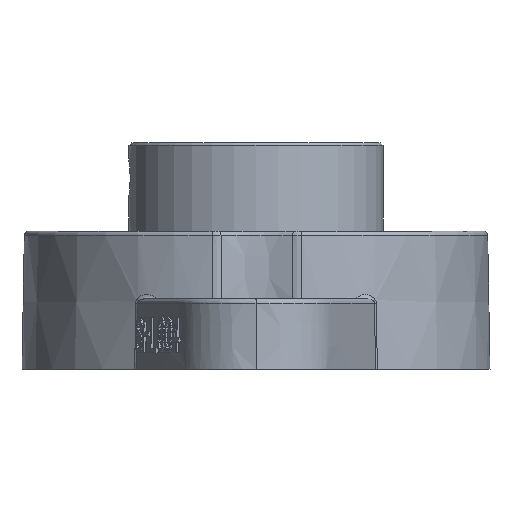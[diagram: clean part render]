
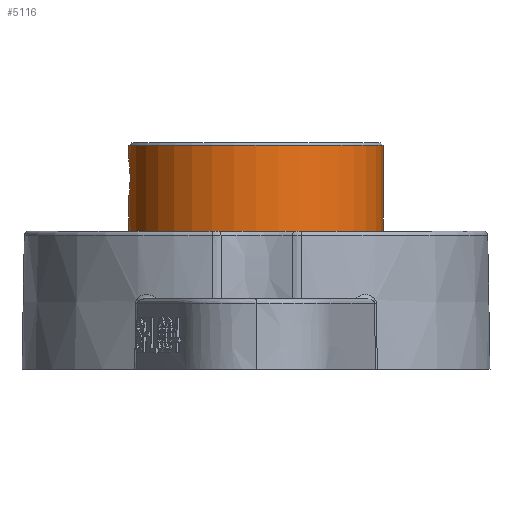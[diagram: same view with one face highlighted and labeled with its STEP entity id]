
A CAD part, left-side view. The second image highlights one B-rep face of the part: STEP entity #5116.
In plain terms, the highlighted cylindrical face has radius 14.85 mm (diameter 29.7 mm), a full revolution.
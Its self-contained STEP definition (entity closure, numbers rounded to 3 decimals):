
#1091=B_SPLINE_CURVE_WITH_KNOTS($,3,(#6981,#6982,#6983,#6984,#6985,#6986,
#6987,#6988,#6989,#6990),.UNSPECIFIED.,.F.,.F.,(4,2,2,2,4),(-0.973,
-0.892,-0.811,-0.73,-0.649),
 .UNSPECIFIED.);
#1092=B_SPLINE_CURVE_WITH_KNOTS($,3,(#6992,#6993,#6994,#6995,#6996,#6997,
#6998,#6999,#7000,#7001),.UNSPECIFIED.,.F.,.F.,(4,2,2,2,4),(-0.649,
-0.568,-0.487,-0.406,-0.324),
 .UNSPECIFIED.);
#1093=B_SPLINE_CURVE_WITH_KNOTS($,3,(#7003,#7004,#7005,#7006,#7007,#7008,
#7009,#7010,#7011,#7012),.UNSPECIFIED.,.F.,.F.,(4,2,2,2,4),(-0.324,
-0.243,-0.162,-0.081,0.),
 .UNSPECIFIED.);
#1094=B_SPLINE_CURVE_WITH_KNOTS($,3,(#7013,#7014,#7015,#7016,#7017,#7018,
#7019,#7020,#7021,#7022),.UNSPECIFIED.,.F.,.F.,(4,2,2,2,4),(-1.298,
-1.217,-1.136,-1.054,-0.973),
 .UNSPECIFIED.);
#1095=B_SPLINE_CURVE_WITH_KNOTS($,3,(#7025,#7026,#7027,#7028,#7029,#7030,
#7031,#7032,#7033,#7034,#7035,#7036,#7037,#7038,#7039,#7040,#7041,#7042),
 .UNSPECIFIED.,.F.,.F.,(4,2,2,2,2,2,2,2,4),(-1.298,-1.217,
-1.136,-1.054,-0.973,-0.892,
-0.811,-0.73,-0.649),.UNSPECIFIED.);
#1096=B_SPLINE_CURVE_WITH_KNOTS($,3,(#7043,#7044,#7045,#7046,#7047,#7048,
#7049,#7050,#7051,#7052,#7053,#7054,#7055,#7056,#7057,#7058,#7059,#7060),
 .UNSPECIFIED.,.F.,.F.,(4,2,2,2,2,2,2,2,4),(-0.649,-0.568,
-0.487,-0.406,-0.324,-0.243,
-0.162,-0.081,0.),.UNSPECIFIED.);
#1177=CYLINDRICAL_SURFACE($,#5402,14.85);
#1216=FACE_BOUND($,#1559,.T.);
#1217=FACE_BOUND($,#1560,.T.);
#1218=FACE_BOUND($,#1561,.T.);
#1279=FACE_OUTER_BOUND($,#1558,.T.);
#1558=EDGE_LOOP($,(#3212));
#1559=EDGE_LOOP($,(#3213,#3214,#3215,#3216));
#1560=EDGE_LOOP($,(#3217,#3218));
#1561=EDGE_LOOP($,(#3219));
#1896=CIRCLE($,#5401,14.85);
#1897=CIRCLE($,#5403,14.85);
#2005=VERTEX_POINT($,#6976);
#2006=VERTEX_POINT($,#6979);
#2007=VERTEX_POINT($,#6980);
#2008=VERTEX_POINT($,#6991);
#2009=VERTEX_POINT($,#7002);
#2010=VERTEX_POINT($,#7023);
#2011=VERTEX_POINT($,#7024);
#2012=VERTEX_POINT($,#7061);
#2495=EDGE_CURVE($,#2005,#2005,#1896,.T.);
#2496=EDGE_CURVE($,#2006,#2007,#1091,.T.);
#2497=EDGE_CURVE($,#2007,#2008,#1092,.T.);
#2498=EDGE_CURVE($,#2008,#2009,#1093,.T.);
#2499=EDGE_CURVE($,#2009,#2006,#1094,.T.);
#2500=EDGE_CURVE($,#2010,#2011,#1095,.T.);
#2501=EDGE_CURVE($,#2011,#2010,#1096,.T.);
#2502=EDGE_CURVE($,#2012,#2012,#1897,.T.);
#3212=ORIENTED_EDGE($,*,*,#2495,.F.);
#3213=ORIENTED_EDGE($,*,*,#2496,.T.);
#3214=ORIENTED_EDGE($,*,*,#2497,.T.);
#3215=ORIENTED_EDGE($,*,*,#2498,.T.);
#3216=ORIENTED_EDGE($,*,*,#2499,.T.);
#3217=ORIENTED_EDGE($,*,*,#2500,.T.);
#3218=ORIENTED_EDGE($,*,*,#2501,.T.);
#3219=ORIENTED_EDGE($,*,*,#2502,.F.);
#5116=ADVANCED_FACE($,(#1279,#1216,#1217,#1218),#1177,.T.);
#5401=AXIS2_PLACEMENT_3D($,#6977,#5759,#5760);
#5402=AXIS2_PLACEMENT_3D($,#6978,#5761,#5762);
#5403=AXIS2_PLACEMENT_3D($,#7062,#5763,#5764);
#5759=DIRECTION('center_axis',(0.,0.,1.));
#5760=DIRECTION('ref_axis',(1.,0.,0.));
#5761=DIRECTION('center_axis',(0.,0.,-1.));
#5762=DIRECTION('ref_axis',(-1.,0.,0.));
#5763=DIRECTION('center_axis',(0.,0.,-1.));
#5764=DIRECTION('ref_axis',(1.,0.,0.));
#6976=CARTESIAN_POINT('',(-14.85,0.,18.));
#6977=CARTESIAN_POINT('Origin',(0.,0.,18.));
#6978=CARTESIAN_POINT('Origin',(0.,0.,18.3));
#6979=CARTESIAN_POINT('',(14.85,0.,16.3));
#6980=CARTESIAN_POINT('',(14.694,2.15,14.15));
#6981=CARTESIAN_POINT('Ctrl Pts',(14.85,0.,16.3));
#6982=CARTESIAN_POINT('Ctrl Pts',(14.85,0.27,16.3));
#6983=CARTESIAN_POINT('Ctrl Pts',(14.842,0.558,16.246));
#6984=CARTESIAN_POINT('Ctrl Pts',(14.812,1.088,16.026));
#6985=CARTESIAN_POINT('Ctrl Pts',(14.792,1.33,15.861));
#6986=CARTESIAN_POINT('Ctrl Pts',(14.752,1.711,15.48));
#6987=CARTESIAN_POINT('Ctrl Pts',(14.731,1.876,15.238));
#6988=CARTESIAN_POINT('Ctrl Pts',(14.702,2.096,14.708));
#6989=CARTESIAN_POINT('Ctrl Pts',(14.694,2.15,14.42));
#6990=CARTESIAN_POINT('Ctrl Pts',(14.694,2.15,14.15));
#6991=CARTESIAN_POINT('',(14.85,0.,12.));
#6992=CARTESIAN_POINT('Ctrl Pts',(14.694,2.15,14.15));
#6993=CARTESIAN_POINT('Ctrl Pts',(14.694,2.15,13.88));
#6994=CARTESIAN_POINT('Ctrl Pts',(14.702,2.096,13.592));
#6995=CARTESIAN_POINT('Ctrl Pts',(14.731,1.876,13.062));
#6996=CARTESIAN_POINT('Ctrl Pts',(14.752,1.711,12.82));
#6997=CARTESIAN_POINT('Ctrl Pts',(14.792,1.33,12.439));
#6998=CARTESIAN_POINT('Ctrl Pts',(14.812,1.088,12.274));
#6999=CARTESIAN_POINT('Ctrl Pts',(14.842,0.558,12.054));
#7000=CARTESIAN_POINT('Ctrl Pts',(14.85,0.27,12.));
#7001=CARTESIAN_POINT('Ctrl Pts',(14.85,0.,12.));
#7002=CARTESIAN_POINT('',(14.694,-2.15,14.15));
#7003=CARTESIAN_POINT('Ctrl Pts',(14.85,0.,12.));
#7004=CARTESIAN_POINT('Ctrl Pts',(14.85,-0.27,12.));
#7005=CARTESIAN_POINT('Ctrl Pts',(14.842,-0.558,12.054));
#7006=CARTESIAN_POINT('Ctrl Pts',(14.812,-1.088,12.274));
#7007=CARTESIAN_POINT('Ctrl Pts',(14.792,-1.33,12.439));
#7008=CARTESIAN_POINT('Ctrl Pts',(14.752,-1.711,12.82));
#7009=CARTESIAN_POINT('Ctrl Pts',(14.731,-1.876,13.062));
#7010=CARTESIAN_POINT('Ctrl Pts',(14.702,-2.096,13.592));
#7011=CARTESIAN_POINT('Ctrl Pts',(14.694,-2.15,13.88));
#7012=CARTESIAN_POINT('Ctrl Pts',(14.694,-2.15,14.15));
#7013=CARTESIAN_POINT('Ctrl Pts',(14.694,-2.15,14.15));
#7014=CARTESIAN_POINT('Ctrl Pts',(14.694,-2.15,14.42));
#7015=CARTESIAN_POINT('Ctrl Pts',(14.702,-2.096,14.708));
#7016=CARTESIAN_POINT('Ctrl Pts',(14.731,-1.876,15.238));
#7017=CARTESIAN_POINT('Ctrl Pts',(14.752,-1.711,15.48));
#7018=CARTESIAN_POINT('Ctrl Pts',(14.792,-1.33,15.861));
#7019=CARTESIAN_POINT('Ctrl Pts',(14.812,-1.088,16.026));
#7020=CARTESIAN_POINT('Ctrl Pts',(14.842,-0.558,16.246));
#7021=CARTESIAN_POINT('Ctrl Pts',(14.85,-0.27,16.3));
#7022=CARTESIAN_POINT('Ctrl Pts',(14.85,0.,16.3));
#7023=CARTESIAN_POINT('',(2.15,14.694,14.15));
#7024=CARTESIAN_POINT('',(-2.15,14.694,14.15));
#7025=CARTESIAN_POINT('Ctrl Pts',(2.15,14.694,14.15));
#7026=CARTESIAN_POINT('Ctrl Pts',(2.15,14.694,14.42));
#7027=CARTESIAN_POINT('Ctrl Pts',(2.096,14.702,14.708));
#7028=CARTESIAN_POINT('Ctrl Pts',(1.876,14.731,15.238));
#7029=CARTESIAN_POINT('Ctrl Pts',(1.711,14.752,15.48));
#7030=CARTESIAN_POINT('Ctrl Pts',(1.33,14.792,15.861));
#7031=CARTESIAN_POINT('Ctrl Pts',(1.088,14.812,16.026));
#7032=CARTESIAN_POINT('Ctrl Pts',(0.558,14.842,16.246));
#7033=CARTESIAN_POINT('Ctrl Pts',(0.27,14.85,16.3));
#7034=CARTESIAN_POINT('Ctrl Pts',(-0.27,14.85,16.3));
#7035=CARTESIAN_POINT('Ctrl Pts',(-0.558,14.842,16.246));
#7036=CARTESIAN_POINT('Ctrl Pts',(-1.088,14.812,16.026));
#7037=CARTESIAN_POINT('Ctrl Pts',(-1.33,14.792,15.861));
#7038=CARTESIAN_POINT('Ctrl Pts',(-1.711,14.752,15.48));
#7039=CARTESIAN_POINT('Ctrl Pts',(-1.876,14.731,15.238));
#7040=CARTESIAN_POINT('Ctrl Pts',(-2.096,14.702,14.708));
#7041=CARTESIAN_POINT('Ctrl Pts',(-2.15,14.694,14.42));
#7042=CARTESIAN_POINT('Ctrl Pts',(-2.15,14.694,14.15));
#7043=CARTESIAN_POINT('Ctrl Pts',(-2.15,14.694,14.15));
#7044=CARTESIAN_POINT('Ctrl Pts',(-2.15,14.694,13.88));
#7045=CARTESIAN_POINT('Ctrl Pts',(-2.096,14.702,13.592));
#7046=CARTESIAN_POINT('Ctrl Pts',(-1.876,14.731,13.062));
#7047=CARTESIAN_POINT('Ctrl Pts',(-1.711,14.752,12.82));
#7048=CARTESIAN_POINT('Ctrl Pts',(-1.33,14.792,12.439));
#7049=CARTESIAN_POINT('Ctrl Pts',(-1.088,14.812,12.274));
#7050=CARTESIAN_POINT('Ctrl Pts',(-0.558,14.842,12.054));
#7051=CARTESIAN_POINT('Ctrl Pts',(-0.27,14.85,12.));
#7052=CARTESIAN_POINT('Ctrl Pts',(0.27,14.85,12.));
#7053=CARTESIAN_POINT('Ctrl Pts',(0.558,14.842,12.054));
#7054=CARTESIAN_POINT('Ctrl Pts',(1.088,14.812,12.274));
#7055=CARTESIAN_POINT('Ctrl Pts',(1.33,14.792,12.439));
#7056=CARTESIAN_POINT('Ctrl Pts',(1.711,14.752,12.82));
#7057=CARTESIAN_POINT('Ctrl Pts',(1.876,14.731,13.062));
#7058=CARTESIAN_POINT('Ctrl Pts',(2.096,14.702,13.592));
#7059=CARTESIAN_POINT('Ctrl Pts',(2.15,14.694,13.88));
#7060=CARTESIAN_POINT('Ctrl Pts',(2.15,14.694,14.15));
#7061=CARTESIAN_POINT('',(14.85,0.,7.3));
#7062=CARTESIAN_POINT('Origin',(0.,0.,7.3));
